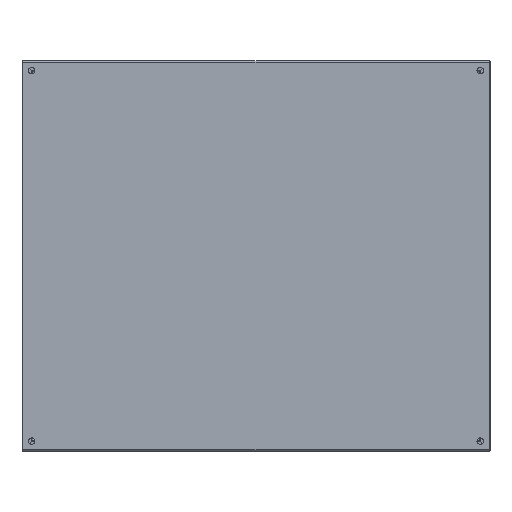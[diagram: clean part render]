
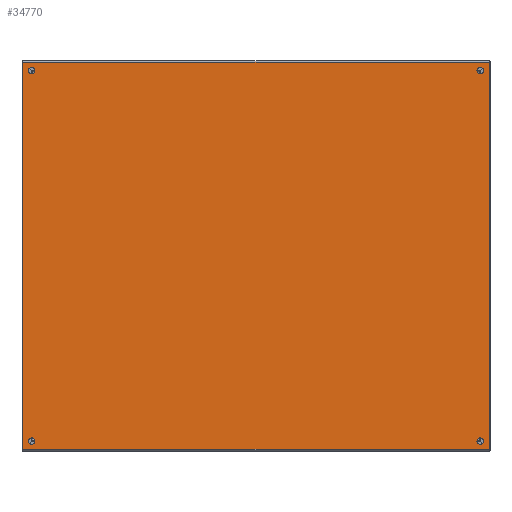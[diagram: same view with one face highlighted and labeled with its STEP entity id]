
A CAD part, top view. The second image highlights one B-rep face of the part: STEP entity #34770.
In plain terms, the highlighted face is planar.
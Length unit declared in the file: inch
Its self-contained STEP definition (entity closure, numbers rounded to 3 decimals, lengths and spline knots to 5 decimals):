
#130 = DIRECTION ( 'NONE',  ( 0., 1., 0. ) ) ;
#413 = CARTESIAN_POINT ( 'NONE',  ( 0., 0.75, 14.25 ) ) ;
#721 = DIRECTION ( 'NONE',  ( 0., 0., -1. ) ) ;
#1222 = LINE ( 'NONE', #8892, #2815 ) ;
#1344 = EDGE_LOOP ( 'NONE', ( #15785, #43041 ) ) ;
#1945 = VERTEX_POINT ( 'NONE', #17799 ) ;
#2167 = CARTESIAN_POINT ( 'NONE',  ( 0., 35.25, -14.25 ) ) ;
#2439 = VERTEX_POINT ( 'NONE', #3459 ) ;
#2568 = ORIENTED_EDGE ( 'NONE', *, *, #6186, .T. ) ;
#2815 = VECTOR ( 'NONE', #39568, 39.37008 ) ;
#2892 = EDGE_LOOP ( 'NONE', ( #10447, #6783, #26812, #18515 ) ) ;
#2954 = FACE_OUTER_BOUND ( 'NONE', #2892, .T. ) ;
#3142 = AXIS2_PLACEMENT_3D ( 'NONE', #2167, #22908, #34357 ) ;
#3283 = CARTESIAN_POINT ( 'NONE',  ( 0., 0.072, 14.892 ) ) ;
#3459 = CARTESIAN_POINT ( 'NONE',  ( 0., 1., 14.25 ) ) ;
#3934 = EDGE_LOOP ( 'NONE', ( #18054, #29950 ) ) ;
#3951 = AXIS2_PLACEMENT_3D ( 'NONE', #33000, #10853, #25110 ) ;
#4112 = DIRECTION ( 'NONE',  ( 1., 0., 0. ) ) ;
#4424 = VERTEX_POINT ( 'NONE', #40445 ) ;
#6186 = EDGE_CURVE ( 'NONE', #19571, #18932, #20096, .T. ) ;
#6636 = AXIS2_PLACEMENT_3D ( 'NONE', #42522, #21030, #25055 ) ;
#6783 = ORIENTED_EDGE ( 'NONE', *, *, #22138, .T. ) ;
#6950 = CARTESIAN_POINT ( 'NONE',  ( 0., 35.25, -14.25 ) ) ;
#6999 = CARTESIAN_POINT ( 'NONE',  ( 0., 35.5, 14.25 ) ) ;
#7711 = VECTOR ( 'NONE', #721, 39.37008 ) ;
#7995 = DIRECTION ( 'NONE',  ( 1., 0., 0. ) ) ;
#8180 = LINE ( 'NONE', #22344, #7711 ) ;
#8306 = VERTEX_POINT ( 'NONE', #37277 ) ;
#8520 = CARTESIAN_POINT ( 'NONE',  ( 0., 35., -14.25 ) ) ;
#8892 = CARTESIAN_POINT ( 'NONE',  ( 0., 0.072, 14.928 ) ) ;
#9468 = AXIS2_PLACEMENT_3D ( 'NONE', #29045, #29269, #35574 ) ;
#9544 = EDGE_CURVE ( 'NONE', #21272, #1945, #45948, .T. ) ;
#9705 = PLANE ( 'NONE',  #14129 ) ;
#9880 = CARTESIAN_POINT ( 'NONE',  ( 0., 0.072, 14.892 ) ) ;
#10358 = EDGE_CURVE ( 'NONE', #8306, #18602, #1222, .T. ) ;
#10447 = ORIENTED_EDGE ( 'NONE', *, *, #12387, .F. ) ;
#10707 = VERTEX_POINT ( 'NONE', #11429 ) ;
#10853 = DIRECTION ( 'NONE',  ( 1., 0., 0. ) ) ;
#11270 = EDGE_CURVE ( 'NONE', #8306, #4424, #32087, .T. ) ;
#11429 = CARTESIAN_POINT ( 'NONE',  ( 0., 0.5, 14.25 ) ) ;
#11447 = EDGE_CURVE ( 'NONE', #38676, #29370, #43837, .T. ) ;
#11898 = AXIS2_PLACEMENT_3D ( 'NONE', #6950, #17167, #45175 ) ;
#12387 = EDGE_CURVE ( 'NONE', #22377, #18602, #14265, .T. ) ;
#12629 = VECTOR ( 'NONE', #21044, 39.37008 ) ;
#13639 = FACE_BOUND ( 'NONE', #23591, .T. ) ;
#14129 = AXIS2_PLACEMENT_3D ( 'NONE', #25559, #25327, #21344 ) ;
#14265 = LINE ( 'NONE', #9880, #12629 ) ;
#15785 = ORIENTED_EDGE ( 'NONE', *, *, #20811, .T. ) ;
#16684 = FACE_BOUND ( 'NONE', #26645, .T. ) ;
#17167 = DIRECTION ( 'NONE',  ( 1., 0., 0. ) ) ;
#17799 = CARTESIAN_POINT ( 'NONE',  ( 0., 0.5, -14.25 ) ) ;
#18054 = ORIENTED_EDGE ( 'NONE', *, *, #11447, .T. ) ;
#18171 = ORIENTED_EDGE ( 'NONE', *, *, #25032, .T. ) ;
#18311 = CIRCLE ( 'NONE', #44392, 0.25 ) ;
#18486 = ORIENTED_EDGE ( 'NONE', *, *, #45839, .T. ) ;
#18515 = ORIENTED_EDGE ( 'NONE', *, *, #10358, .T. ) ;
#18602 = VERTEX_POINT ( 'NONE', #3283 ) ;
#18932 = VERTEX_POINT ( 'NONE', #8520 ) ;
#19309 = AXIS2_PLACEMENT_3D ( 'NONE', #21770, #29253, #43481 ) ;
#19571 = VERTEX_POINT ( 'NONE', #22523 ) ;
#20096 = CIRCLE ( 'NONE', #11898, 0.25 ) ;
#20811 = EDGE_CURVE ( 'NONE', #1945, #21272, #18311, .T. ) ;
#21030 = DIRECTION ( 'NONE',  ( 1., 0., 0. ) ) ;
#21044 = DIRECTION ( 'NONE',  ( 0., -1., 0. ) ) ;
#21272 = VERTEX_POINT ( 'NONE', #44032 ) ;
#21344 = DIRECTION ( 'NONE',  ( 0., -1., 0. ) ) ;
#21770 = CARTESIAN_POINT ( 'NONE',  ( 0., 35.25, 14.25 ) ) ;
#22138 = EDGE_CURVE ( 'NONE', #22377, #4424, #8180, .T. ) ;
#22344 = CARTESIAN_POINT ( 'NONE',  ( 0., 35.928, -14.928 ) ) ;
#22377 = VERTEX_POINT ( 'NONE', #24169 ) ;
#22478 = CARTESIAN_POINT ( 'NONE',  ( 0., 35., 14.25 ) ) ;
#22523 = CARTESIAN_POINT ( 'NONE',  ( 0., 35.5, -14.25 ) ) ;
#22908 = DIRECTION ( 'NONE',  ( 1., 0., 0. ) ) ;
#23591 = EDGE_LOOP ( 'NONE', ( #44849, #18486 ) ) ;
#24169 = CARTESIAN_POINT ( 'NONE',  ( 0., 35.928, 14.892 ) ) ;
#25032 = EDGE_CURVE ( 'NONE', #18932, #19571, #38902, .T. ) ;
#25055 = DIRECTION ( 'NONE',  ( 0., -1., 0. ) ) ;
#25110 = DIRECTION ( 'NONE',  ( 0., -1., 0. ) ) ;
#25327 = DIRECTION ( 'NONE',  ( 1., 0., 0. ) ) ;
#25559 = CARTESIAN_POINT ( 'NONE',  ( 0., 0.072, 14.928 ) ) ;
#25720 = DIRECTION ( 'NONE',  ( 0., -1., 0. ) ) ;
#26645 = EDGE_LOOP ( 'NONE', ( #18171, #2568 ) ) ;
#26812 = ORIENTED_EDGE ( 'NONE', *, *, #11270, .F. ) ;
#27498 = CIRCLE ( 'NONE', #19309, 0.25 ) ;
#27783 = EDGE_CURVE ( 'NONE', #10707, #2439, #45511, .T. ) ;
#28977 = CARTESIAN_POINT ( 'NONE',  ( 0., 0.75, -14.25 ) ) ;
#29045 = CARTESIAN_POINT ( 'NONE',  ( 0., 0.75, -14.25 ) ) ;
#29253 = DIRECTION ( 'NONE',  ( 1., 0., 0. ) ) ;
#29269 = DIRECTION ( 'NONE',  ( 1., 0., 0. ) ) ;
#29370 = VERTEX_POINT ( 'NONE', #6999 ) ;
#29950 = ORIENTED_EDGE ( 'NONE', *, *, #34451, .T. ) ;
#32087 = LINE ( 'NONE', #45588, #46013 ) ;
#33000 = CARTESIAN_POINT ( 'NONE',  ( 0., 0.75, 14.25 ) ) ;
#33018 = CIRCLE ( 'NONE', #3951, 0.25 ) ;
#34357 = DIRECTION ( 'NONE',  ( 0., -1., 0. ) ) ;
#34451 = EDGE_CURVE ( 'NONE', #29370, #38676, #27498, .T. ) ;
#34770 = ADVANCED_FACE ( 'NONE', ( #2954, #45593, #16684, #13639, #45143 ), #9705, .F. ) ;
#35574 = DIRECTION ( 'NONE',  ( 0., -1., 0. ) ) ;
#37277 = CARTESIAN_POINT ( 'NONE',  ( 0., 0.072, -14.892 ) ) ;
#38676 = VERTEX_POINT ( 'NONE', #22478 ) ;
#38902 = CIRCLE ( 'NONE', #3142, 0.25 ) ;
#39568 = DIRECTION ( 'NONE',  ( 0., 0., 1. ) ) ;
#40445 = CARTESIAN_POINT ( 'NONE',  ( 0., 35.928, -14.892 ) ) ;
#42522 = CARTESIAN_POINT ( 'NONE',  ( 0., 35.25, 14.25 ) ) ;
#42854 = DIRECTION ( 'NONE',  ( 0., -1., 0. ) ) ;
#43041 = ORIENTED_EDGE ( 'NONE', *, *, #9544, .T. ) ;
#43313 = AXIS2_PLACEMENT_3D ( 'NONE', #413, #4112, #42854 ) ;
#43481 = DIRECTION ( 'NONE',  ( 0., -1., 0. ) ) ;
#43837 = CIRCLE ( 'NONE', #6636, 0.25 ) ;
#44032 = CARTESIAN_POINT ( 'NONE',  ( 0., 1., -14.25 ) ) ;
#44392 = AXIS2_PLACEMENT_3D ( 'NONE', #28977, #7995, #25720 ) ;
#44849 = ORIENTED_EDGE ( 'NONE', *, *, #27783, .T. ) ;
#45143 = FACE_BOUND ( 'NONE', #3934, .T. ) ;
#45175 = DIRECTION ( 'NONE',  ( 0., -1., 0. ) ) ;
#45511 = CIRCLE ( 'NONE', #43313, 0.25 ) ;
#45588 = CARTESIAN_POINT ( 'NONE',  ( 0., 35.928, -14.892 ) ) ;
#45593 = FACE_BOUND ( 'NONE', #1344, .T. ) ;
#45839 = EDGE_CURVE ( 'NONE', #2439, #10707, #33018, .T. ) ;
#45948 = CIRCLE ( 'NONE', #9468, 0.25 ) ;
#46013 = VECTOR ( 'NONE', #130, 39.37008 ) ;
